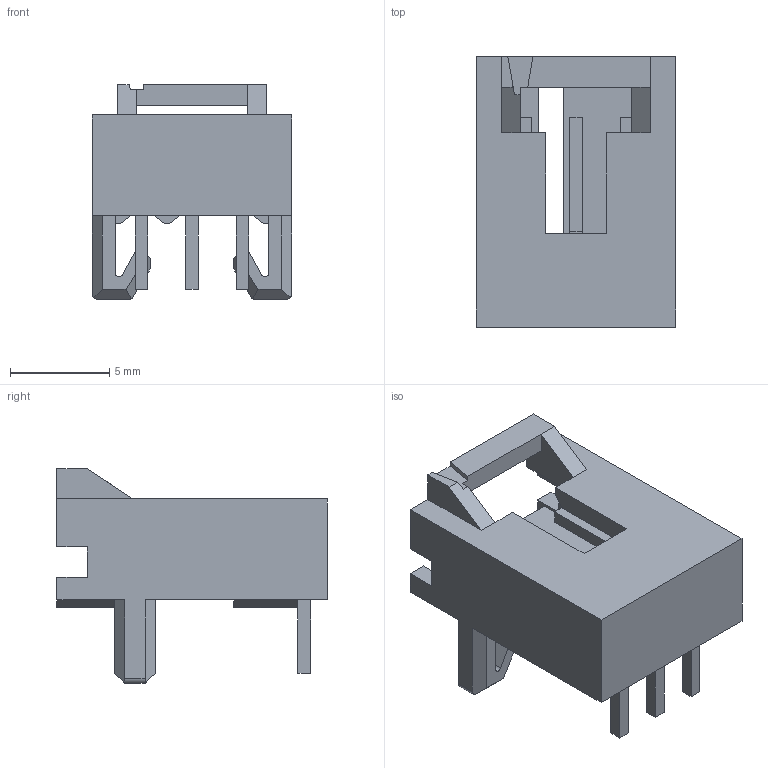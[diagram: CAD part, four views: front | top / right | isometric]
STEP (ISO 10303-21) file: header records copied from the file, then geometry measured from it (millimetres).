
FILE_DESCRIPTION(('FreeCAD Model'),'2;1');
FILE_NAME('TE_AMPMODU-MTE_5-103672-2.step', '2018-12-03T11:08:04',('kicad StepUp'),('ksu MCAD'), 'Open CASCADE STEP processor 7.2','FreeCAD','Unknown');
FILE_SCHEMA(('AUTOMOTIVE_DESIGN { 1 0 10303 214 1 1 1 1 }'));
Length unit declared in the file: millimetre
Products named in the file (1): TE_AMPMODU-MTE_5-103672-2
Bounding box: 10.03 x 13.59 x 10.79 mm (x, y, z)
Volume: 473.7 mm3; surface area: 837.2 mm2
Topology: 1 solids, 1 shells, 139 faces, 390 edges, 257 vertices
Faces by surface type: plane 131, cylinder 8
Entity records: 5394 total; most frequent: CARTESIAN_POINT 843, ORIENTED_EDGE 780, DIRECTION 662, EDGE_CURVE 390, LINE 366, VECTOR 366, VERTEX_POINT 257, AXIS2_PLACEMENT_3D 148
